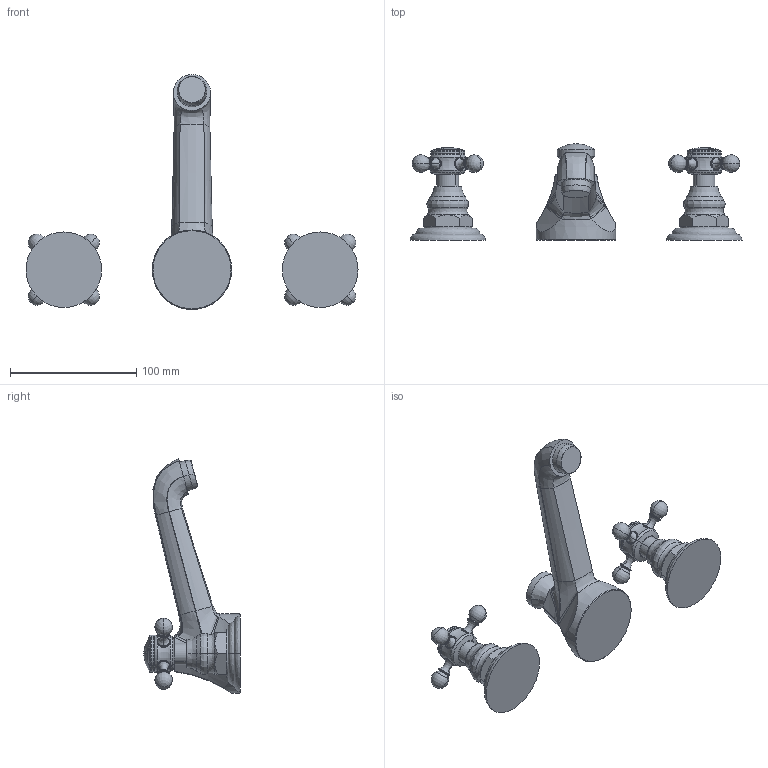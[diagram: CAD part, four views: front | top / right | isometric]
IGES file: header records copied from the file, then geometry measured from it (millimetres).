
Start section:  PTC IGES file: 920.igs
Global section: file name: 920.igs; native system: Creo Parametric by PTC Inc.; preprocessor: 2018400; author: jinson.thomas; organization: Unknown; date: 20201126.095753; units: inch
Bounding box: 263.14 x 76.33 x 186.2 mm (x, y, z)
Volume: 326092.5 mm3; surface area: 57526.4 mm2
Topology: 3 solids, 3 shells, 482 faces, 1142 edges, 670 vertices
Faces by surface type: revolution 295, bspline 179, extrusion 8
